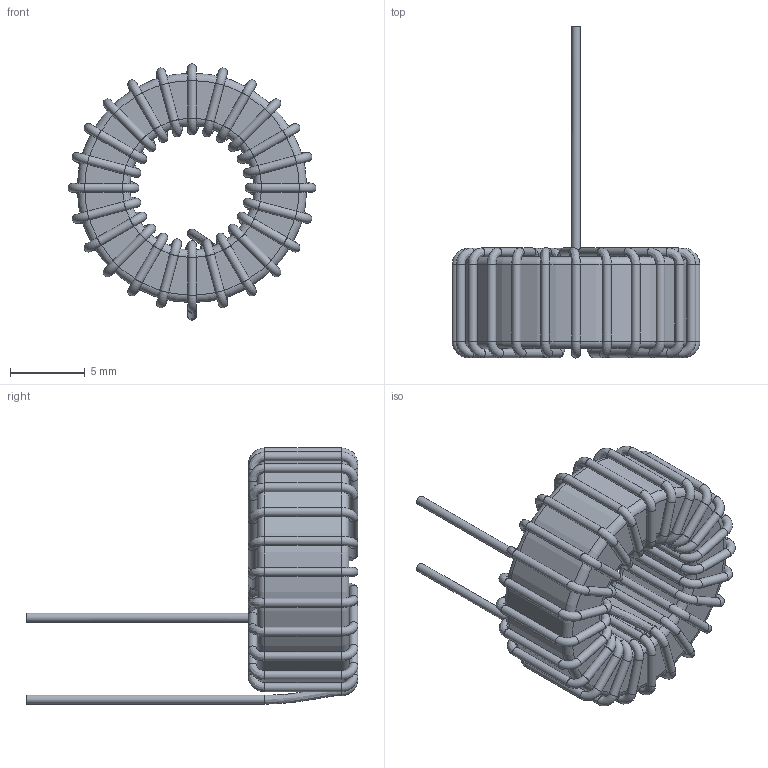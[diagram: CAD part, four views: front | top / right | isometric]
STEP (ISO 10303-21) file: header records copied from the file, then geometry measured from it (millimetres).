
FILE_DESCRIPTION(/* description */ ('Unknown'),/* implementation_level */ '2;1');
FILE_NAME(/* name */ '7447012_2',/* time_stamp */ '2021-04-14T16:15:49+02:00',/* author */ ('Unknown'),/* organization */ ('Unknown'),/* preprocessor_version */ 'ST-DEVELOPER v16.7',/* originating_system */ 'Solid Edge',/* authorisation */ 'Unknown');
FILE_SCHEMA (('AUTOMOTIVE_DESIGN {1 0 10303 214 3 1 1}'));
Length unit declared in the file: millimetre
Products named in the file (4): 7447012_2; turns_2; Core-T60; Glue
Assembly tree (4 placements, depth 2):
  7447012_2
    turns_2
    Core-T60
    Glue  x2
Bounding box: 16.62 x 22.25 x 17.17 mm (x, y, z)
Volume: 949.2 mm3; surface area: 1682 mm2
Topology: 4 solids, 4 shells, 233 faces, 481 edges, 256 vertices
Faces by surface type: cylinder 105, torus 66, bspline 54, plane 6, sphere 2
Full cylindrical faces by diameter (mm): 0.6 x95, 8.33 x1, 15.4 x1
Entity records: 15220 total; most frequent: CARTESIAN_POINT 10110, DIRECTION 767, ORIENTED_EDGE 480, EDGE_LOOP 416, FACE_BOUND 416, AXIS2_PLACEMENT_3D 383, EDGE_CURVE 240, VERTEX_POINT 226
